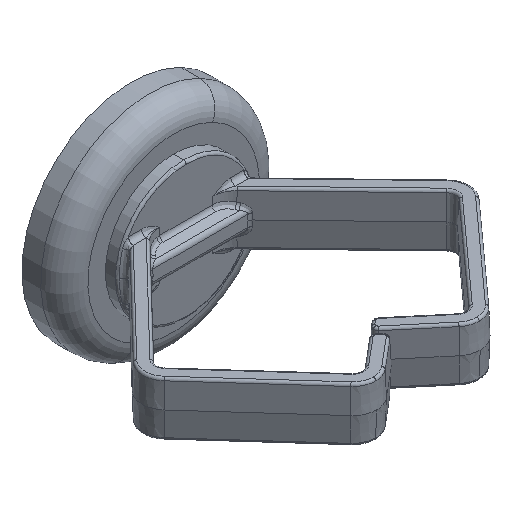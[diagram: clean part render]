
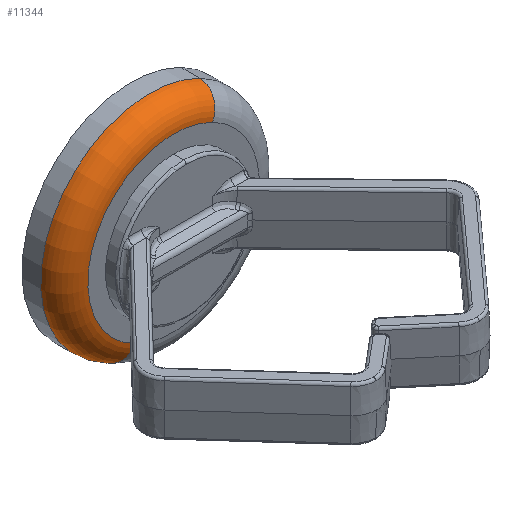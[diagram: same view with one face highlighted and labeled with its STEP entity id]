
A CAD part, isometric view. The second image highlights one B-rep face of the part: STEP entity #11344.
In plain terms, the highlighted toroidal (fillet/blend) face has major radius 9.1 mm and minor radius 2.5 mm.
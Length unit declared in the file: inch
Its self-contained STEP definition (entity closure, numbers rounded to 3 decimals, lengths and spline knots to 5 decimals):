
#209 = AXIS2_PLACEMENT_3D ( 'NONE', #10870, #6371, #9030 ) ;
#338 = VERTEX_POINT ( 'NONE', #8147 ) ;
#349 = DIRECTION ( 'NONE',  ( 0., -1., 0. ) ) ;
#439 = CARTESIAN_POINT ( 'NONE',  ( -0.45669, 0., -0.09843 ) ) ;
#580 = AXIS2_PLACEMENT_3D ( 'NONE', #4584, #4462, #9014 ) ;
#1074 = CARTESIAN_POINT ( 'NONE',  ( 0.35827, 0., 0. ) ) ;
#1158 = DIRECTION ( 'NONE',  ( 0., 1., 0. ) ) ;
#1297 = CIRCLE ( 'NONE', #209, 0.35827 ) ;
#1364 = CARTESIAN_POINT ( 'NONE',  ( 0., 0., -0.09843 ) ) ;
#1788 = VERTEX_POINT ( 'NONE', #1074 ) ;
#2006 = ORIENTED_EDGE ( 'NONE', *, *, #8703, .T. ) ;
#2118 = DIRECTION ( 'NONE',  ( 0., 0., 1. ) ) ;
#2160 = CIRCLE ( 'NONE', #8589, 0.45669 ) ;
#2182 = CIRCLE ( 'NONE', #4578, 0.09843 ) ;
#2714 = EDGE_CURVE ( 'NONE', #11232, #338, #3469, .T. ) ;
#2949 = CARTESIAN_POINT ( 'NONE',  ( 0.35827, 0., -0.09843 ) ) ;
#3469 = CIRCLE ( 'NONE', #9146, 0.09843 ) ;
#3861 = DIRECTION ( 'NONE',  ( 0., 0., -1. ) ) ;
#4462 = DIRECTION ( 'NONE',  ( 0., 0., 1. ) ) ;
#4578 = AXIS2_PLACEMENT_3D ( 'NONE', #2949, #349, #3861 ) ;
#4584 = CARTESIAN_POINT ( 'NONE',  ( 0., 0., -0.09843 ) ) ;
#5343 = EDGE_LOOP ( 'NONE', ( #2006, #10554, #6221, #7329 ) ) ;
#6110 = VERTEX_POINT ( 'NONE', #8693 ) ;
#6221 = ORIENTED_EDGE ( 'NONE', *, *, #7743, .F. ) ;
#6371 = DIRECTION ( 'NONE',  ( 0., 0., 1. ) ) ;
#6453 = TOROIDAL_SURFACE ( 'NONE', #580, 0.35827, 0.09843 ) ;
#7329 = ORIENTED_EDGE ( 'NONE', *, *, #9969, .F. ) ;
#7743 = EDGE_CURVE ( 'NONE', #1788, #338, #1297, .T. ) ;
#8147 = CARTESIAN_POINT ( 'NONE',  ( -0.35827, 0., 0. ) ) ;
#8589 = AXIS2_PLACEMENT_3D ( 'NONE', #1364, #2118, #10930 ) ;
#8693 = CARTESIAN_POINT ( 'NONE',  ( 0.45669, 0., -0.09843 ) ) ;
#8703 = EDGE_CURVE ( 'NONE', #6110, #11232, #2160, .T. ) ;
#9014 = DIRECTION ( 'NONE',  ( 1., 0., 0. ) ) ;
#9030 = DIRECTION ( 'NONE',  ( 1., 0., 0. ) ) ;
#9066 = FACE_OUTER_BOUND ( 'NONE', #5343, .T. ) ;
#9146 = AXIS2_PLACEMENT_3D ( 'NONE', #10034, #1158, #10948 ) ;
#9969 = EDGE_CURVE ( 'NONE', #6110, #1788, #2182, .T. ) ;
#10034 = CARTESIAN_POINT ( 'NONE',  ( -0.35827, 0., -0.09843 ) ) ;
#10554 = ORIENTED_EDGE ( 'NONE', *, *, #2714, .T. ) ;
#10870 = CARTESIAN_POINT ( 'NONE',  ( 0., 0., 0. ) ) ;
#10930 = DIRECTION ( 'NONE',  ( 1., 0., 0. ) ) ;
#10948 = DIRECTION ( 'NONE',  ( -1., 0., 0. ) ) ;
#11232 = VERTEX_POINT ( 'NONE', #439 ) ;
#11344 = ADVANCED_FACE ( 'NONE', ( #9066 ), #6453, .T. ) ;
